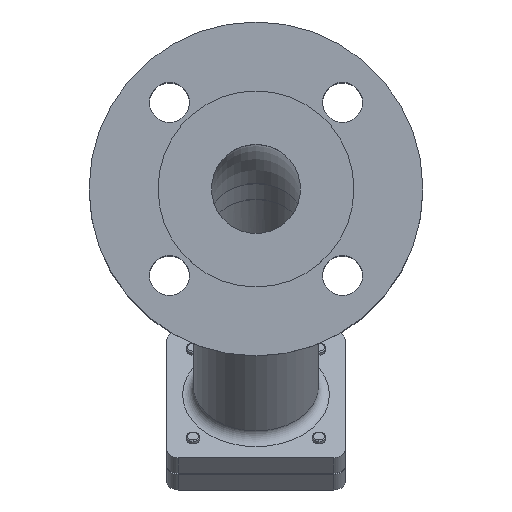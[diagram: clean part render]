
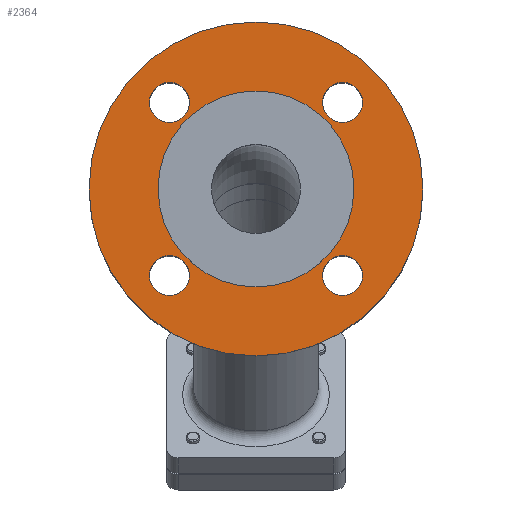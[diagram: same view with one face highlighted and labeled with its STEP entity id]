
A CAD part, top view. The second image highlights one B-rep face of the part: STEP entity #2364.
In plain terms, the highlighted planar face has unit normal (0, 0, 1).
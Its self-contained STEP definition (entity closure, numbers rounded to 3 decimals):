
#81=FACE_BOUND('',#794,.T.);
#82=FACE_BOUND('',#795,.T.);
#83=FACE_BOUND('',#796,.T.);
#84=FACE_BOUND('',#797,.T.);
#85=FACE_BOUND('',#798,.T.);
#531=PLANE('',#2617);
#638=FACE_OUTER_BOUND('',#793,.T.);
#793=EDGE_LOOP('',(#2126,#2127));
#794=EDGE_LOOP('',(#2128,#2129));
#795=EDGE_LOOP('',(#2130,#2131));
#796=EDGE_LOOP('',(#2132,#2133));
#797=EDGE_LOOP('',(#2134,#2135));
#798=EDGE_LOOP('',(#2136,#2137));
#926=CIRCLE('',#2615,75.);
#927=CIRCLE('',#2616,75.);
#928=CIRCLE('',#2618,9.);
#929=CIRCLE('',#2619,9.);
#930=CIRCLE('',#2620,9.);
#931=CIRCLE('',#2621,9.);
#932=CIRCLE('',#2622,9.);
#933=CIRCLE('',#2623,9.);
#934=CIRCLE('',#2624,9.);
#935=CIRCLE('',#2625,9.);
#936=CIRCLE('',#2626,44.);
#937=CIRCLE('',#2627,44.);
#1173=VERTEX_POINT('',#4142);
#1174=VERTEX_POINT('',#4144);
#1175=VERTEX_POINT('',#4148);
#1176=VERTEX_POINT('',#4149);
#1177=VERTEX_POINT('',#4152);
#1178=VERTEX_POINT('',#4153);
#1179=VERTEX_POINT('',#4156);
#1180=VERTEX_POINT('',#4157);
#1181=VERTEX_POINT('',#4160);
#1182=VERTEX_POINT('',#4161);
#1183=VERTEX_POINT('',#4164);
#1184=VERTEX_POINT('',#4165);
#1501=EDGE_CURVE('',#1173,#1174,#926,.T.);
#1502=EDGE_CURVE('',#1174,#1173,#927,.T.);
#1503=EDGE_CURVE('',#1175,#1176,#928,.T.);
#1504=EDGE_CURVE('',#1176,#1175,#929,.T.);
#1505=EDGE_CURVE('',#1177,#1178,#930,.T.);
#1506=EDGE_CURVE('',#1178,#1177,#931,.T.);
#1507=EDGE_CURVE('',#1179,#1180,#932,.T.);
#1508=EDGE_CURVE('',#1180,#1179,#933,.T.);
#1509=EDGE_CURVE('',#1181,#1182,#934,.T.);
#1510=EDGE_CURVE('',#1182,#1181,#935,.T.);
#1511=EDGE_CURVE('',#1183,#1184,#936,.T.);
#1512=EDGE_CURVE('',#1184,#1183,#937,.T.);
#2126=ORIENTED_EDGE('',*,*,#1502,.F.);
#2127=ORIENTED_EDGE('',*,*,#1501,.F.);
#2128=ORIENTED_EDGE('',*,*,#1503,.T.);
#2129=ORIENTED_EDGE('',*,*,#1504,.T.);
#2130=ORIENTED_EDGE('',*,*,#1505,.T.);
#2131=ORIENTED_EDGE('',*,*,#1506,.T.);
#2132=ORIENTED_EDGE('',*,*,#1507,.T.);
#2133=ORIENTED_EDGE('',*,*,#1508,.T.);
#2134=ORIENTED_EDGE('',*,*,#1509,.T.);
#2135=ORIENTED_EDGE('',*,*,#1510,.T.);
#2136=ORIENTED_EDGE('',*,*,#1511,.T.);
#2137=ORIENTED_EDGE('',*,*,#1512,.T.);
#2364=ADVANCED_FACE('',(#638,#81,#82,#83,#84,#85),#531,.T.);
#2615=AXIS2_PLACEMENT_3D('',#4145,#3248,#3249);
#2616=AXIS2_PLACEMENT_3D('',#4146,#3250,#3251);
#2617=AXIS2_PLACEMENT_3D('',#4147,#3252,#3253);
#2618=AXIS2_PLACEMENT_3D('',#4150,#3254,#3255);
#2619=AXIS2_PLACEMENT_3D('',#4151,#3256,#3257);
#2620=AXIS2_PLACEMENT_3D('',#4154,#3258,#3259);
#2621=AXIS2_PLACEMENT_3D('',#4155,#3260,#3261);
#2622=AXIS2_PLACEMENT_3D('',#4158,#3262,#3263);
#2623=AXIS2_PLACEMENT_3D('',#4159,#3264,#3265);
#2624=AXIS2_PLACEMENT_3D('',#4162,#3266,#3267);
#2625=AXIS2_PLACEMENT_3D('',#4163,#3268,#3269);
#2626=AXIS2_PLACEMENT_3D('',#4166,#3270,#3271);
#2627=AXIS2_PLACEMENT_3D('',#4167,#3272,#3273);
#3248=DIRECTION('center_axis',(0.,0.,-1.));
#3249=DIRECTION('ref_axis',(1.,0.,0.));
#3250=DIRECTION('center_axis',(0.,0.,-1.));
#3251=DIRECTION('ref_axis',(1.,0.,0.));
#3252=DIRECTION('center_axis',(0.,0.,1.));
#3253=DIRECTION('ref_axis',(1.,0.,0.));
#3254=DIRECTION('center_axis',(0.,0.,-1.));
#3255=DIRECTION('ref_axis',(0.,1.,0.));
#3256=DIRECTION('center_axis',(0.,0.,-1.));
#3257=DIRECTION('ref_axis',(0.,1.,0.));
#3258=DIRECTION('center_axis',(0.,0.,-1.));
#3259=DIRECTION('ref_axis',(-1.,0.,0.));
#3260=DIRECTION('center_axis',(0.,0.,-1.));
#3261=DIRECTION('ref_axis',(-1.,0.,0.));
#3262=DIRECTION('center_axis',(0.,0.,-1.));
#3263=DIRECTION('ref_axis',(0.,-1.,0.));
#3264=DIRECTION('center_axis',(0.,0.,-1.));
#3265=DIRECTION('ref_axis',(0.,-1.,0.));
#3266=DIRECTION('center_axis',(0.,0.,-1.));
#3267=DIRECTION('ref_axis',(1.,0.,0.));
#3268=DIRECTION('center_axis',(0.,0.,-1.));
#3269=DIRECTION('ref_axis',(1.,0.,0.));
#3270=DIRECTION('center_axis',(0.,0.,-1.));
#3271=DIRECTION('ref_axis',(1.,0.,0.));
#3272=DIRECTION('center_axis',(0.,0.,-1.));
#3273=DIRECTION('ref_axis',(1.,0.,0.));
#4142=CARTESIAN_POINT('',(0.,-75.,97.));
#4144=CARTESIAN_POINT('',(0.,75.,97.));
#4145=CARTESIAN_POINT('Origin',(0.,0.,97.));
#4146=CARTESIAN_POINT('Origin',(0.,0.,97.));
#4147=CARTESIAN_POINT('Origin',(0.,75.,97.));
#4148=CARTESIAN_POINT('',(-38.891,47.891,97.));
#4149=CARTESIAN_POINT('',(-38.891,29.891,97.));
#4150=CARTESIAN_POINT('Origin',(-38.891,38.891,97.));
#4151=CARTESIAN_POINT('Origin',(-38.891,38.891,97.));
#4152=CARTESIAN_POINT('',(-47.891,-38.891,97.));
#4153=CARTESIAN_POINT('',(-29.891,-38.891,97.));
#4154=CARTESIAN_POINT('Origin',(-38.891,-38.891,97.));
#4155=CARTESIAN_POINT('Origin',(-38.891,-38.891,97.));
#4156=CARTESIAN_POINT('',(38.891,-47.891,97.));
#4157=CARTESIAN_POINT('',(38.891,-29.891,97.));
#4158=CARTESIAN_POINT('Origin',(38.891,-38.891,97.));
#4159=CARTESIAN_POINT('Origin',(38.891,-38.891,97.));
#4160=CARTESIAN_POINT('',(47.891,38.891,97.));
#4161=CARTESIAN_POINT('',(29.891,38.891,97.));
#4162=CARTESIAN_POINT('Origin',(38.891,38.891,97.));
#4163=CARTESIAN_POINT('Origin',(38.891,38.891,97.));
#4164=CARTESIAN_POINT('',(0.,44.,97.));
#4165=CARTESIAN_POINT('',(0.,-44.,97.));
#4166=CARTESIAN_POINT('Origin',(0.,0.,97.));
#4167=CARTESIAN_POINT('Origin',(0.,0.,97.));
